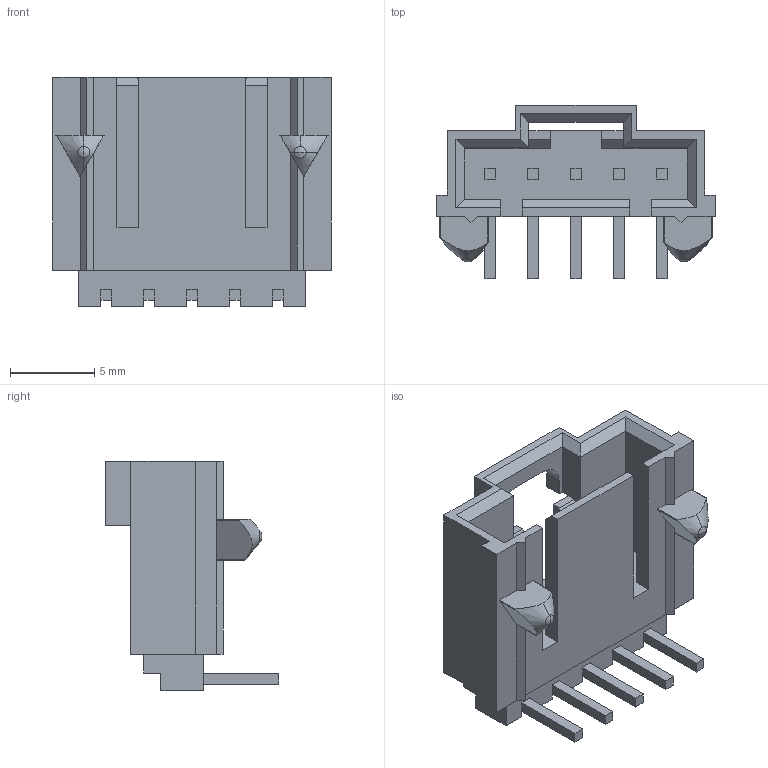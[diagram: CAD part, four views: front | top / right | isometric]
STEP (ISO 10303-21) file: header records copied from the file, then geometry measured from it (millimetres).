
FILE_DESCRIPTION (( 'STEP AP214' ), '1' );
FILE_NAME ('705550004.STEP', '2015-11-28T03:47:43', ( '' ), ( '' ), 'SwSTEP 2.0', 'SolidWorks 2015', '' );
FILE_SCHEMA (( 'AUTOMOTIVE_DESIGN' ));
Length unit declared in the file: inch
Products named in the file (1): 705550004
Bounding box: 16.51 x 10.29 x 13.59 mm (x, y, z)
Volume: 622.8 mm3; surface area: 1185.5 mm2
Topology: 1 solids, 1 shells, 197 faces, 543 edges, 348 vertices
Faces by surface type: plane 176, cylinder 12, cone 5, torus 2, bspline 2
Entity records: 6987 total; most frequent: CARTESIAN_POINT 1283, ORIENTED_EDGE 1078, DIRECTION 936, EDGE_CURVE 539, VECTOR 478, LINE 478, VERTEX_POINT 348, AXIS2_PLACEMENT_3D 229
